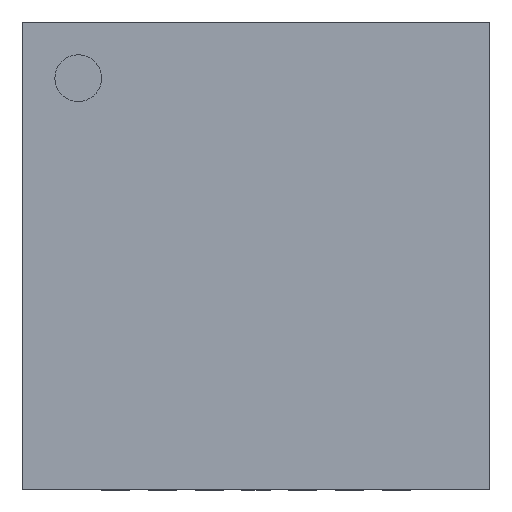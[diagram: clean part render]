
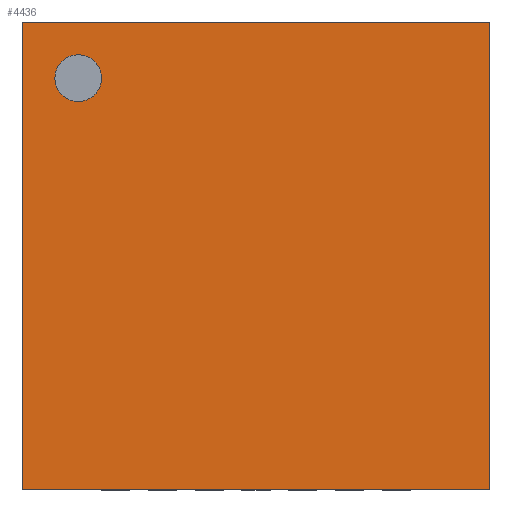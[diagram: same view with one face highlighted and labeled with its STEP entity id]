
A CAD part, top view. The second image highlights one B-rep face of the part: STEP entity #4436.
In plain terms, the highlighted planar face has unit normal (0, 0, 1).
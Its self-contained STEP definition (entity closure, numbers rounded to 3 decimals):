
#168=CARTESIAN_POINT('',(-1.65,1.9,1.0));
#169=VERTEX_POINT('',#168);
#178=CARTESIAN_POINT('',(-2.15,1.9,1.0));
#179=VERTEX_POINT('',#178);
#180=CARTESIAN_POINT('',(-1.9,1.9,1.0));
#181=DIRECTION('',(0.0,0.0,-1.0));
#182=DIRECTION('',(1.0,0.0,0.0));
#183=AXIS2_PLACEMENT_3D('',#180,#181,#182);
#184=CIRCLE('',#183,0.25);
#185=EDGE_CURVE('',#179,#169,#184,.T.);
#219=CARTESIAN_POINT('',(-1.9,1.9,1.0));
#220=DIRECTION('',(0.0,0.0,-1.0));
#221=DIRECTION('',(1.0,0.0,0.0));
#222=AXIS2_PLACEMENT_3D('',#219,#220,#221);
#223=CIRCLE('',#222,0.25);
#224=EDGE_CURVE('',#169,#179,#223,.T.);
#3937=CARTESIAN_POINT('',(2.5,2.5,1.0));
#3938=VERTEX_POINT('',#3937);
#3945=CARTESIAN_POINT('',(2.5,-2.5,1.0));
#3946=VERTEX_POINT('',#3945);
#3947=CARTESIAN_POINT('',(2.5,2.5,1.0));
#3948=DIRECTION('',(0.0,-1.0,0.0));
#3949=VECTOR('',#3948,5.0);
#3950=LINE('',#3947,#3949);
#3951=EDGE_CURVE('',#3938,#3946,#3950,.T.);
#4039=CARTESIAN_POINT('',(-2.5,-2.5,1.0));
#4040=VERTEX_POINT('',#4039);
#4041=CARTESIAN_POINT('',(2.5,-2.5,1.0));
#4042=DIRECTION('',(-1.0,0.0,0.0));
#4043=VECTOR('',#4042,5.0);
#4044=LINE('',#4041,#4043);
#4045=EDGE_CURVE('',#3946,#4040,#4044,.T.);
#4131=CARTESIAN_POINT('',(-2.5,2.5,1.0));
#4132=VERTEX_POINT('',#4131);
#4133=CARTESIAN_POINT('',(-2.5,-2.5,1.0));
#4134=DIRECTION('',(0.0,1.0,0.0));
#4135=VECTOR('',#4134,5.0);
#4136=LINE('',#4133,#4135);
#4137=EDGE_CURVE('',#4040,#4132,#4136,.T.);
#4279=CARTESIAN_POINT('',(-2.5,2.5,1.0));
#4280=DIRECTION('',(1.0,0.0,0.0));
#4281=VECTOR('',#4280,5.0);
#4282=LINE('',#4279,#4281);
#4283=EDGE_CURVE('',#4132,#3938,#4282,.T.);
#4421=CARTESIAN_POINT('',(0.0,0.0,1.0));
#4422=DIRECTION('',(0.0,0.0,1.0));
#4423=DIRECTION('',(1.0,0.0,0.0));
#4424=AXIS2_PLACEMENT_3D('',#4421,#4422,#4423);
#4425=PLANE('',#4424);
#4426=ORIENTED_EDGE('',*,*,#3951,.F.);
#4427=ORIENTED_EDGE('',*,*,#4283,.F.);
#4428=ORIENTED_EDGE('',*,*,#4137,.F.);
#4429=ORIENTED_EDGE('',*,*,#4045,.F.);
#4430=EDGE_LOOP('',(#4426,#4427,#4428,#4429));
#4431=FACE_OUTER_BOUND('',#4430,.T.);
#4432=ORIENTED_EDGE('',*,*,#224,.T.);
#4433=ORIENTED_EDGE('',*,*,#185,.T.);
#4434=EDGE_LOOP('',(#4432,#4433));
#4435=FACE_BOUND('',#4434,.T.);
#4436=ADVANCED_FACE('',(#4431,#4435),#4425,.T.);
